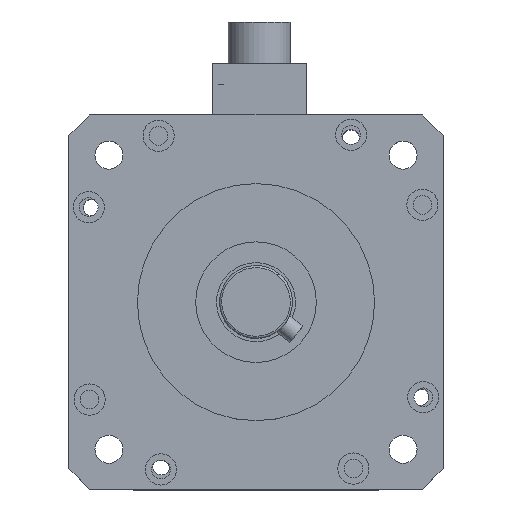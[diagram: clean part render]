
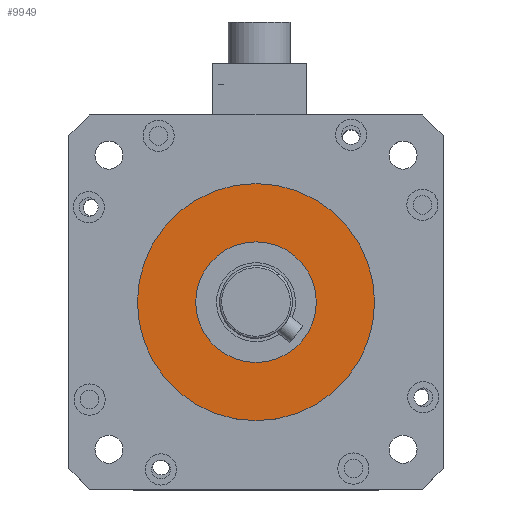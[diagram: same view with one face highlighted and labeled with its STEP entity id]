
A CAD part, top view. The second image highlights one B-rep face of the part: STEP entity #9949.
In plain terms, the highlighted planar face has unit normal (0, 0, 1).
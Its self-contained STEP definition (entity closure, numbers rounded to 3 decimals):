
#942 = CARTESIAN_POINT ( 'NONE',  ( 33., 90., 3.2 ) ) ;
#983 = AXIS2_PLACEMENT_3D ( 'NONE', #2788, #3823, #4760 ) ;
#1368 = FACE_OUTER_BOUND ( 'NONE', #3153, .T. ) ;
#2430 = ORIENTED_EDGE ( 'NONE', *, *, #3778, .T. ) ;
#2523 = CARTESIAN_POINT ( 'NONE',  ( 90., 90., 3.2 ) ) ;
#2788 = CARTESIAN_POINT ( 'NONE',  ( 90., 90., 3.2 ) ) ;
#3153 = EDGE_LOOP ( 'NONE', ( #5560, #2430 ) ) ;
#3502 = AXIS2_PLACEMENT_3D ( 'NONE', #2523, #10665, #5444 ) ;
#3729 = ORIENTED_EDGE ( 'NONE', *, *, #8181, .F. ) ;
#3778 = EDGE_CURVE ( 'NONE', #10420, #13116, #4542, .T. ) ;
#3823 = DIRECTION ( 'NONE',  ( 0., 0., 1. ) ) ;
#4041 = DIRECTION ( 'NONE',  ( 1., 0., 0. ) ) ;
#4191 = AXIS2_PLACEMENT_3D ( 'NONE', #7312, #12466, #5290 ) ;
#4467 = CARTESIAN_POINT ( 'NONE',  ( 61., 90., 3.2 ) ) ;
#4505 = DIRECTION ( 'NONE',  ( 0., 0., 1. ) ) ;
#4542 = CIRCLE ( 'NONE', #983, 57. ) ;
#4760 = DIRECTION ( 'NONE',  ( 1., 0., 0. ) ) ;
#5024 = CARTESIAN_POINT ( 'NONE',  ( 90., 90., 3.2 ) ) ;
#5055 = AXIS2_PLACEMENT_3D ( 'NONE', #12578, #4505, #6445 ) ;
#5290 = DIRECTION ( 'NONE',  ( 1., 0., 0. ) ) ;
#5444 = DIRECTION ( 'NONE',  ( 1., 0., 0. ) ) ;
#5560 = ORIENTED_EDGE ( 'NONE', *, *, #6869, .T. ) ;
#5656 = CARTESIAN_POINT ( 'NONE',  ( 147., 90., 3.2 ) ) ;
#5770 = CIRCLE ( 'NONE', #3502, 57. ) ;
#6186 = FACE_BOUND ( 'NONE', #8885, .T. ) ;
#6388 = CARTESIAN_POINT ( 'NONE',  ( 119., 90., 3.2 ) ) ;
#6445 = DIRECTION ( 'NONE',  ( 1., 0., 0. ) ) ;
#6782 = VERTEX_POINT ( 'NONE', #6388 ) ;
#6869 = EDGE_CURVE ( 'NONE', #13116, #10420, #5770, .T. ) ;
#7306 = EDGE_CURVE ( 'NONE', #9416, #6782, #12755, .T. ) ;
#7312 = CARTESIAN_POINT ( 'NONE',  ( 90., 90., 3.2 ) ) ;
#8181 = EDGE_CURVE ( 'NONE', #6782, #9416, #11450, .T. ) ;
#8885 = EDGE_LOOP ( 'NONE', ( #3729, #12049 ) ) ;
#9416 = VERTEX_POINT ( 'NONE', #4467 ) ;
#9439 = AXIS2_PLACEMENT_3D ( 'NONE', #5024, #10053, #4041 ) ;
#9949 = ADVANCED_FACE ( 'NONE', ( #6186, #1368 ), #11062, .T. ) ;
#10053 = DIRECTION ( 'NONE',  ( 0., 0., 1. ) ) ;
#10420 = VERTEX_POINT ( 'NONE', #5656 ) ;
#10665 = DIRECTION ( 'NONE',  ( 0., 0., 1. ) ) ;
#11062 = PLANE ( 'NONE',  #9439 ) ;
#11450 = CIRCLE ( 'NONE', #5055, 29. ) ;
#12049 = ORIENTED_EDGE ( 'NONE', *, *, #7306, .F. ) ;
#12466 = DIRECTION ( 'NONE',  ( 0., 0., 1. ) ) ;
#12578 = CARTESIAN_POINT ( 'NONE',  ( 90., 90., 3.2 ) ) ;
#12755 = CIRCLE ( 'NONE', #4191, 29. ) ;
#13116 = VERTEX_POINT ( 'NONE', #942 ) ;
